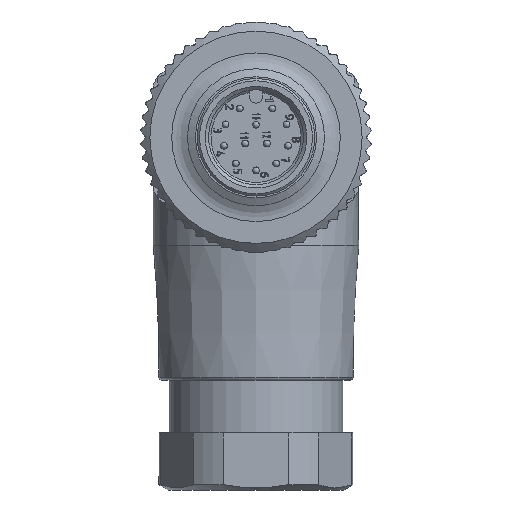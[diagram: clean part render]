
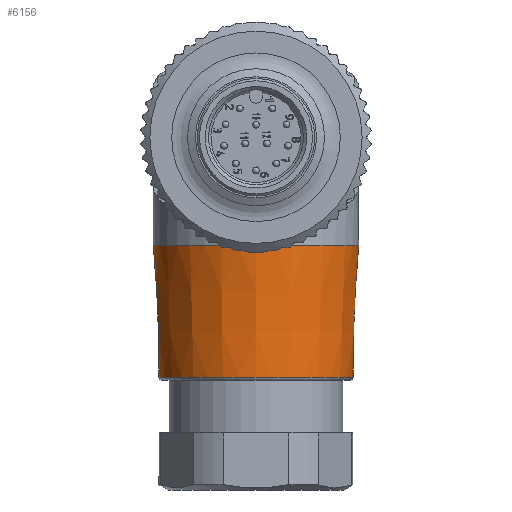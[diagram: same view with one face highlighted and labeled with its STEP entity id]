
A CAD part, left-side view. The second image highlights one B-rep face of the part: STEP entity #6156.
In plain terms, the highlighted conical face has half-angle 2.426 degrees and reference radius 9 mm.
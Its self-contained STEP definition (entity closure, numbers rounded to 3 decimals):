
#274=CONICAL_SURFACE('',#18599,9.,2.426);
#6156=ADVANCED_FACE('',(#6729,#6730),#274,.T.);
#6729=FACE_BOUND('',#7709,.T.);
#6730=FACE_BOUND('',#7710,.T.);
#7709=EDGE_LOOP('',(#12804));
#7710=EDGE_LOOP('',(#12805));
#12804=ORIENTED_EDGE('',*,*,#17110,.T.);
#12805=ORIENTED_EDGE('',*,*,#17112,.F.);
#14558=VERTEX_POINT('',#31924);
#14560=VERTEX_POINT('',#31930);
#17110=EDGE_CURVE('',#14558,#14558,#17514,.T.);
#17112=EDGE_CURVE('',#14560,#14560,#17516,.T.);
#17514=CIRCLE('',#18594,8.512);
#17516=CIRCLE('',#18598,9.);
#18594=AXIS2_PLACEMENT_3D('',#31923,#22300,#22301);
#18598=AXIS2_PLACEMENT_3D('',#31929,#22308,#22309);
#18599=AXIS2_PLACEMENT_3D('',#31931,#22310,#22311);
#22300=DIRECTION('',(0.,0.,1.));
#22301=DIRECTION('',(-1.,0.,0.));
#22308=DIRECTION('',(0.,0.,1.));
#22309=DIRECTION('',(1.,0.,0.));
#22310=DIRECTION('',(0.,0.,1.));
#22311=DIRECTION('',(-1.,0.,0.));
#31923=CARTESIAN_POINT('',(27.4,0.,-21.013));
#31924=CARTESIAN_POINT('',(18.888,0.,-21.013));
#31929=CARTESIAN_POINT('',(27.4,0.,-9.5));
#31930=CARTESIAN_POINT('',(36.4,0.,-9.5));
#31931=CARTESIAN_POINT('',(27.4,0.,-9.5));
